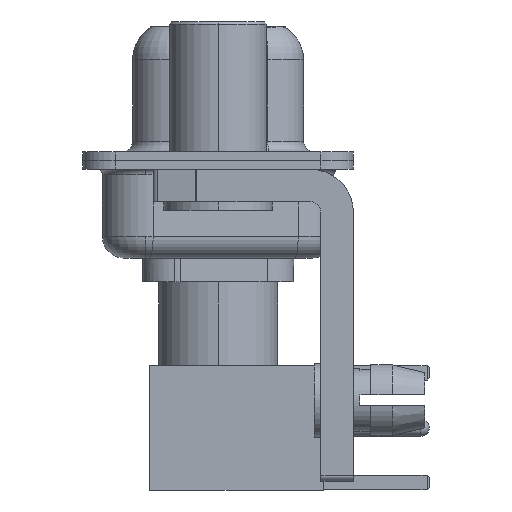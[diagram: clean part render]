
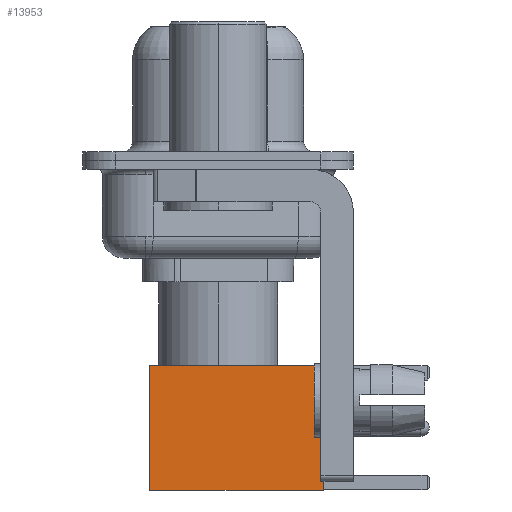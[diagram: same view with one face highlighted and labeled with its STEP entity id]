
A CAD part, left-side view. The second image highlights one B-rep face of the part: STEP entity #13953.
In plain terms, the highlighted face is planar.
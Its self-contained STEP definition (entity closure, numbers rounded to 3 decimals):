
#58 = CARTESIAN_POINT ( 'NONE',  ( -2.875, 2.875, 8. ) ) ;
#843 = CARTESIAN_POINT ( 'NONE',  ( 0., 2.875, 0. ) ) ;
#912 = EDGE_CURVE ( 'NONE', #7990, #13662, #8520, .T. ) ;
#1179 = CARTESIAN_POINT ( 'NONE',  ( 2.875, 2.875, 0. ) ) ;
#1219 = VERTEX_POINT ( 'NONE', #18881 ) ;
#1976 = LINE ( 'NONE', #843, #6798 ) ;
#2018 = CARTESIAN_POINT ( 'NONE',  ( 2.875, 2.875, 0. ) ) ;
#2993 = EDGE_CURVE ( 'NONE', #13662, #19568, #3931, .T. ) ;
#3588 = EDGE_CURVE ( 'NONE', #1219, #19568, #1976, .T. ) ;
#3931 = LINE ( 'NONE', #11937, #15091 ) ;
#5045 = EDGE_LOOP ( 'NONE', ( #18198, #10189, #12028, #18304 ) ) ;
#5411 = DIRECTION ( 'NONE',  ( -1., 0., 0. ) ) ;
#6588 = PLANE ( 'NONE',  #20512 ) ;
#6798 = VECTOR ( 'NONE', #5411, 1000. ) ;
#6943 = DIRECTION ( 'NONE',  ( 0., 0., -1. ) ) ;
#7143 = CARTESIAN_POINT ( 'NONE',  ( 2.875, 2.875, 8. ) ) ;
#7506 = LINE ( 'NONE', #1179, #13659 ) ;
#7990 = VERTEX_POINT ( 'NONE', #7143 ) ;
#8364 = DIRECTION ( 'NONE',  ( 0., 1., 0. ) ) ;
#8520 = LINE ( 'NONE', #15562, #15343 ) ;
#9262 = DIRECTION ( 'NONE',  ( 0., 0., -1. ) ) ;
#10177 = DIRECTION ( 'NONE',  ( -1., 0., 0. ) ) ;
#10189 = ORIENTED_EDGE ( 'NONE', *, *, #3588, .T. ) ;
#11683 = DIRECTION ( 'NONE',  ( 0., 0., 1. ) ) ;
#11937 = CARTESIAN_POINT ( 'NONE',  ( -2.875, 2.875, 0. ) ) ;
#12028 = ORIENTED_EDGE ( 'NONE', *, *, #2993, .F. ) ;
#13659 = VECTOR ( 'NONE', #9262, 1000. ) ;
#13662 = VERTEX_POINT ( 'NONE', #58 ) ;
#13953 = ADVANCED_FACE ( 'NONE', ( #16273 ), #6588, .T. ) ;
#15091 = VECTOR ( 'NONE', #6943, 1000. ) ;
#15343 = VECTOR ( 'NONE', #10177, 1000. ) ;
#15562 = CARTESIAN_POINT ( 'NONE',  ( 0., 2.875, 8. ) ) ;
#16273 = FACE_OUTER_BOUND ( 'NONE', #5045, .T. ) ;
#16948 = EDGE_CURVE ( 'NONE', #7990, #1219, #7506, .T. ) ;
#18198 = ORIENTED_EDGE ( 'NONE', *, *, #16948, .T. ) ;
#18304 = ORIENTED_EDGE ( 'NONE', *, *, #912, .F. ) ;
#18881 = CARTESIAN_POINT ( 'NONE',  ( 2.875, 2.875, 0. ) ) ;
#19568 = VERTEX_POINT ( 'NONE', #19980 ) ;
#19980 = CARTESIAN_POINT ( 'NONE',  ( -2.875, 2.875, 0. ) ) ;
#20512 = AXIS2_PLACEMENT_3D ( 'NONE', #2018, #8364, #11683 ) ;
